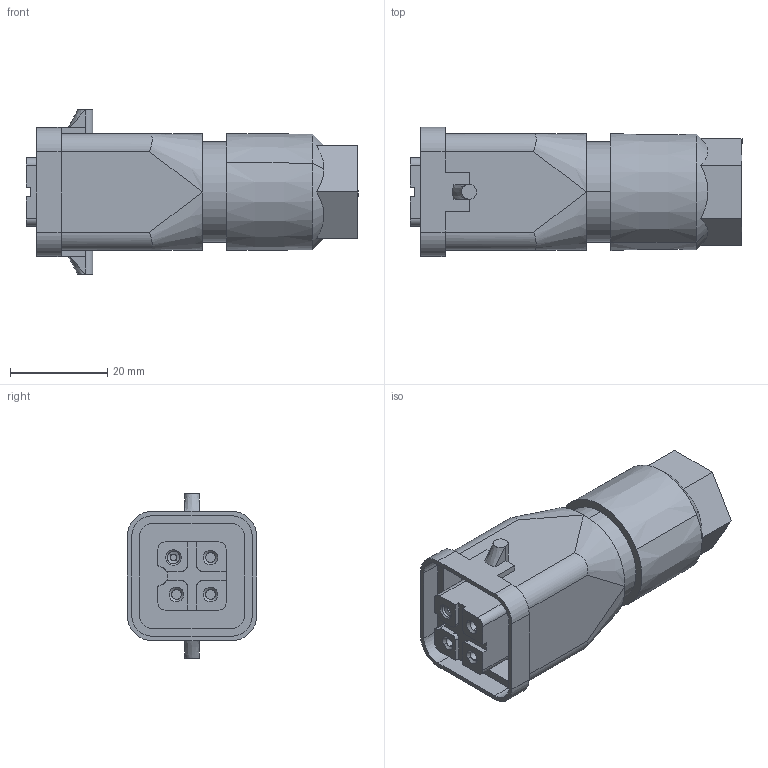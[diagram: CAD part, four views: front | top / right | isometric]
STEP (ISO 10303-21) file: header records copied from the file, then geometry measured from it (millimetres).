
FILE_DESCRIPTION(('SolidDesigner STEP Export'),'2;1');
FILE_NAME('1641510_HC_A3_BUQ1.5_TFL_G_PA-select.stp','2014-03-04T15:09:45',(''),(''),'Creo Elements/Direct Modeling STEP processor for AP214 (Solid Model)','Creo Elements/Direct Modeling 18.1B 29-Sep-2012 (C) Parametric Technology GmbH','');
FILE_SCHEMA(('AUTOMOTIVE_DESIGN { 1 0 10303 214 1 1 1 1 }'));
Length unit declared in the file: millimetre
Products named in the file (2): 1641510_HC_A3_BUQ1.5_TFL_G_PA-select
Assembly tree (1 placements, depth 2):
  1641510_HC_A3_BUQ1.5_TFL_G_PA-select
    1641510_HC_A3_BUQ1.5_TFL_G_PA-select
Bounding box: 68.2 x 26.5 x 33.8 mm (x, y, z)
Volume: 27118.3 mm3; surface area: 9184.3 mm2
Topology: 1 solids, 1 shells, 132 faces, 356 edges, 236 vertices
Faces by surface type: plane 67, cylinder 43, cone 20, bspline 2
Entity records: 5951 total; most frequent: CARTESIAN_POINT 1659, ORIENTED_EDGE 712, DIRECTION 621, EDGE_CURVE 356, VERTEX_POINT 236, AXIS2_PLACEMENT_3D 207, VECTOR 207, LINE 207
